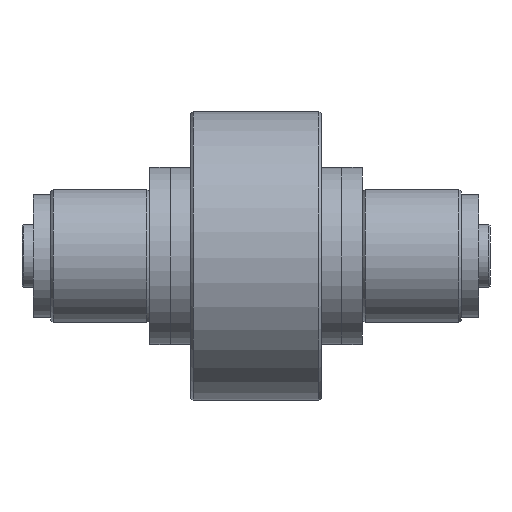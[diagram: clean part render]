
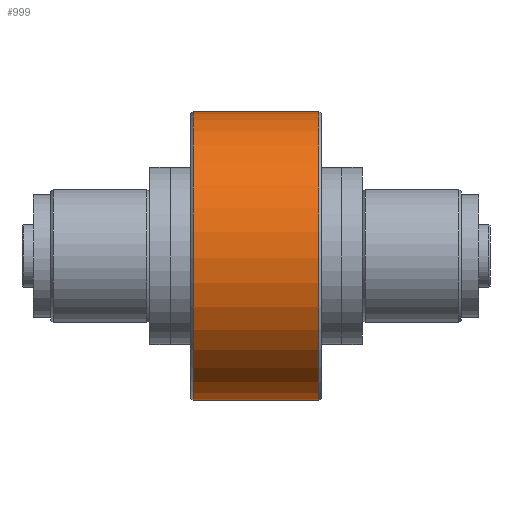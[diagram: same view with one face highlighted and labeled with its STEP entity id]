
A CAD part, front view. The second image highlights one B-rep face of the part: STEP entity #999.
In plain terms, the highlighted cylindrical face has radius 13 mm (diameter 26 mm), a full revolution.
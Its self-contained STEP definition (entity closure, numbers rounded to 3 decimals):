
#686=FACE_BOUND($,#772,.T.);
#715=FACE_OUTER_BOUND($,#771,.T.);
#771=EDGE_LOOP($,(#953));
#772=EDGE_LOOP($,(#954));
#807=CIRCLE($,#1077,13.);
#808=CIRCLE($,#1079,13.);
#841=VERTEX_POINT($,#1786);
#842=VERTEX_POINT($,#1789);
#879=EDGE_CURVE($,#841,#841,#807,.T.);
#880=EDGE_CURVE($,#842,#842,#808,.T.);
#953=ORIENTED_EDGE($,*,*,#880,.F.);
#954=ORIENTED_EDGE($,*,*,#879,.F.);
#969=CYLINDRICAL_SURFACE($,#1078,13.);
#999=ADVANCED_FACE($,(#715,#686),#969,.T.);
#1077=AXIS2_PLACEMENT_3D($,#1787,#1370,#1371);
#1078=AXIS2_PLACEMENT_3D($,#1788,#1372,#1373);
#1079=AXIS2_PLACEMENT_3D($,#1790,#1374,#1375);
#1370=DIRECTION('center_axis',(0.,0.,-1.));
#1371=DIRECTION('ref_axis',(-1.,0.,0.));
#1372=DIRECTION('center_axis',(0.,0.,1.));
#1373=DIRECTION('ref_axis',(-1.,0.,0.));
#1374=DIRECTION('center_axis',(0.,0.,1.));
#1375=DIRECTION('ref_axis',(-1.,0.,0.));
#1786=CARTESIAN_POINT('',(13.,0.,-5.65));
#1787=CARTESIAN_POINT('Origin',(0.,0.,-5.65));
#1788=CARTESIAN_POINT('Origin',(0.,0.,0.));
#1789=CARTESIAN_POINT('',(13.,0.,5.65));
#1790=CARTESIAN_POINT('Origin',(0.,0.,5.65));
